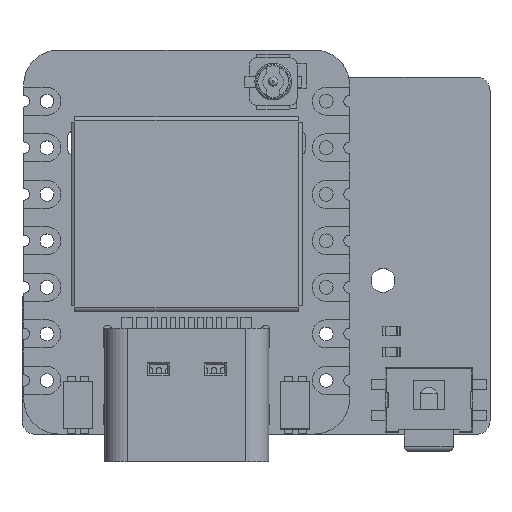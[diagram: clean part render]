
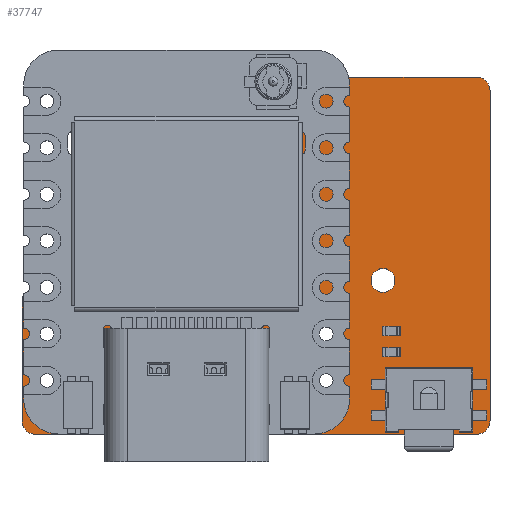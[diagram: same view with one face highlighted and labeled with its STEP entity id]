
A CAD part, top view. The second image highlights one B-rep face of the part: STEP entity #37747.
In plain terms, the highlighted planar face has unit normal (0, 0, 1).
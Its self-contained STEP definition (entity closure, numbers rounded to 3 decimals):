
#37480 = VERTEX_POINT('',#37481);
#37481 = CARTESIAN_POINT('',(15.82,9.,1.51));
#37487 = EDGE_CURVE('',#37480,#37488,#37490,.T.);
#37488 = VERTEX_POINT('',#37489);
#37489 = CARTESIAN_POINT('',(16.57,8.25,1.51));
#37490 = CIRCLE('',#37491,0.75);
#37491 = AXIS2_PLACEMENT_3D('',#37492,#37493,#37494);
#37492 = CARTESIAN_POINT('',(15.82,8.25,1.51));
#37493 = DIRECTION('',(0.,0.,-1.));
#37494 = DIRECTION('',(0.,1.,0.));
#37522 = VERTEX_POINT('',#37523);
#37523 = CARTESIAN_POINT('',(5.25,9.,1.51));
#37529 = EDGE_CURVE('',#37522,#37480,#37530,.T.);
#37530 = LINE('',#37531,#37532);
#37531 = CARTESIAN_POINT('',(5.25,9.,1.51));
#37532 = VECTOR('',#37533,1.);
#37533 = DIRECTION('',(1.,0.,0.));
#37551 = EDGE_CURVE('',#37488,#37552,#37554,.T.);
#37552 = VERTEX_POINT('',#37553);
#37553 = CARTESIAN_POINT('',(16.57,-9.75,1.51));
#37554 = LINE('',#37555,#37556);
#37555 = CARTESIAN_POINT('',(16.57,8.25,1.51));
#37556 = VECTOR('',#37557,1.);
#37557 = DIRECTION('',(0.,-1.,0.));
#37747 = ADVANCED_FACE('',(#37748,#37835,#37846,#37857,#37868,#37879,
    #37890,#37901),#37912,.T.);
#37748 = FACE_BOUND('',#37749,.T.);
#37749 = EDGE_LOOP('',(#37750,#37751,#37752,#37760,#37769,#37777,#37786,
    #37794,#37802,#37810,#37819,#37827,#37834));
#37750 = ORIENTED_EDGE('',*,*,#37487,.F.);
#37751 = ORIENTED_EDGE('',*,*,#37529,.F.);
#37752 = ORIENTED_EDGE('',*,*,#37753,.F.);
#37753 = EDGE_CURVE('',#37754,#37522,#37756,.T.);
#37754 = VERTEX_POINT('',#37755);
#37755 = CARTESIAN_POINT('',(5.25,0.04,1.51));
#37756 = LINE('',#37757,#37758);
#37757 = CARTESIAN_POINT('',(5.25,-3.,1.51));
#37758 = VECTOR('',#37759,1.);
#37759 = DIRECTION('',(0.,1.,0.));
#37760 = ORIENTED_EDGE('',*,*,#37761,.T.);
#37761 = EDGE_CURVE('',#37754,#37762,#37764,.T.);
#37762 = VERTEX_POINT('',#37763);
#37763 = CARTESIAN_POINT('',(5.25,-0.71,1.51));
#37764 = CIRCLE('',#37765,0.375);
#37765 = AXIS2_PLACEMENT_3D('',#37766,#37767,#37768);
#37766 = CARTESIAN_POINT('',(5.25,-0.335,1.51));
#37767 = DIRECTION('',(-0.,0.,-1.));
#37768 = DIRECTION('',(-0.,-1.,0.));
#37769 = ORIENTED_EDGE('',*,*,#37770,.F.);
#37770 = EDGE_CURVE('',#37771,#37762,#37773,.T.);
#37771 = VERTEX_POINT('',#37772);
#37772 = CARTESIAN_POINT('',(5.25,-1.865,1.51));
#37773 = LINE('',#37774,#37775);
#37774 = CARTESIAN_POINT('',(5.25,-3.,1.51));
#37775 = VECTOR('',#37776,1.);
#37776 = DIRECTION('',(0.,1.,0.));
#37777 = ORIENTED_EDGE('',*,*,#37778,.T.);
#37778 = EDGE_CURVE('',#37771,#37779,#37781,.T.);
#37779 = VERTEX_POINT('',#37780);
#37780 = CARTESIAN_POINT('',(5.25,-2.615,1.51));
#37781 = CIRCLE('',#37782,0.375);
#37782 = AXIS2_PLACEMENT_3D('',#37783,#37784,#37785);
#37783 = CARTESIAN_POINT('',(5.25,-2.24,1.51));
#37784 = DIRECTION('',(-0.,0.,-1.));
#37785 = DIRECTION('',(-0.,-1.,0.));
#37786 = ORIENTED_EDGE('',*,*,#37787,.F.);
#37787 = EDGE_CURVE('',#37788,#37779,#37790,.T.);
#37788 = VERTEX_POINT('',#37789);
#37789 = CARTESIAN_POINT('',(5.25,-3.,1.51));
#37790 = LINE('',#37791,#37792);
#37791 = CARTESIAN_POINT('',(5.25,-3.,1.51));
#37792 = VECTOR('',#37793,1.);
#37793 = DIRECTION('',(0.,1.,0.));
#37794 = ORIENTED_EDGE('',*,*,#37795,.F.);
#37795 = EDGE_CURVE('',#37796,#37788,#37798,.T.);
#37796 = VERTEX_POINT('',#37797);
#37797 = CARTESIAN_POINT('',(-8.97,-3.,1.51));
#37798 = LINE('',#37799,#37800);
#37799 = CARTESIAN_POINT('',(-8.97,-3.,1.51));
#37800 = VECTOR('',#37801,1.);
#37801 = DIRECTION('',(1.,0.,0.));
#37802 = ORIENTED_EDGE('',*,*,#37803,.F.);
#37803 = EDGE_CURVE('',#37804,#37796,#37806,.T.);
#37804 = VERTEX_POINT('',#37805);
#37805 = CARTESIAN_POINT('',(-8.97,-9.75,1.51));
#37806 = LINE('',#37807,#37808);
#37807 = CARTESIAN_POINT('',(-8.97,-9.75,1.51));
#37808 = VECTOR('',#37809,1.);
#37809 = DIRECTION('',(0.,1.,0.));
#37810 = ORIENTED_EDGE('',*,*,#37811,.F.);
#37811 = EDGE_CURVE('',#37812,#37804,#37814,.T.);
#37812 = VERTEX_POINT('',#37813);
#37813 = CARTESIAN_POINT('',(-8.22,-10.5,1.51));
#37814 = CIRCLE('',#37815,0.75);
#37815 = AXIS2_PLACEMENT_3D('',#37816,#37817,#37818);
#37816 = CARTESIAN_POINT('',(-8.22,-9.75,1.51));
#37817 = DIRECTION('',(0.,0.,-1.));
#37818 = DIRECTION('',(0.,-1.,-0.));
#37819 = ORIENTED_EDGE('',*,*,#37820,.F.);
#37820 = EDGE_CURVE('',#37821,#37812,#37823,.T.);
#37821 = VERTEX_POINT('',#37822);
#37822 = CARTESIAN_POINT('',(15.82,-10.5,1.51));
#37823 = LINE('',#37824,#37825);
#37824 = CARTESIAN_POINT('',(15.82,-10.5,1.51));
#37825 = VECTOR('',#37826,1.);
#37826 = DIRECTION('',(-1.,0.,0.));
#37827 = ORIENTED_EDGE('',*,*,#37828,.F.);
#37828 = EDGE_CURVE('',#37552,#37821,#37829,.T.);
#37829 = CIRCLE('',#37830,0.75);
#37830 = AXIS2_PLACEMENT_3D('',#37831,#37832,#37833);
#37831 = CARTESIAN_POINT('',(15.82,-9.75,1.51));
#37832 = DIRECTION('',(0.,0.,-1.));
#37833 = DIRECTION('',(1.,0.,0.));
#37834 = ORIENTED_EDGE('',*,*,#37551,.F.);
#37835 = FACE_BOUND('',#37836,.T.);
#37836 = EDGE_LOOP('',(#37837));
#37837 = ORIENTED_EDGE('',*,*,#37838,.T.);
#37838 = EDGE_CURVE('',#37839,#37839,#37841,.T.);
#37839 = VERTEX_POINT('',#37840);
#37840 = CARTESIAN_POINT('',(-7.62,-8.073,1.51));
#37841 = CIRCLE('',#37842,0.5);
#37842 = AXIS2_PLACEMENT_3D('',#37843,#37844,#37845);
#37843 = CARTESIAN_POINT('',(-7.62,-7.573,1.51));
#37844 = DIRECTION('',(-0.,0.,-1.));
#37845 = DIRECTION('',(0.,-1.,0.));
#37846 = FACE_BOUND('',#37847,.T.);
#37847 = EDGE_LOOP('',(#37848));
#37848 = ORIENTED_EDGE('',*,*,#37849,.T.);
#37849 = EDGE_CURVE('',#37850,#37850,#37852,.T.);
#37850 = VERTEX_POINT('',#37851);
#37851 = CARTESIAN_POINT('',(13.23,-10.375,1.51));
#37852 = CIRCLE('',#37853,0.375);
#37853 = AXIS2_PLACEMENT_3D('',#37854,#37855,#37856);
#37854 = CARTESIAN_POINT('',(13.23,-10.,1.51));
#37855 = DIRECTION('',(-0.,0.,-1.));
#37856 = DIRECTION('',(-0.,-1.,0.));
#37857 = FACE_BOUND('',#37858,.T.);
#37858 = EDGE_LOOP('',(#37859));
#37859 = ORIENTED_EDGE('',*,*,#37860,.T.);
#37860 = EDGE_CURVE('',#37861,#37861,#37863,.T.);
#37861 = VERTEX_POINT('',#37862);
#37862 = CARTESIAN_POINT('',(7.57,-8.073,1.51));
#37863 = CIRCLE('',#37864,0.5);
#37864 = AXIS2_PLACEMENT_3D('',#37865,#37866,#37867);
#37865 = CARTESIAN_POINT('',(7.57,-7.573,1.51));
#37866 = DIRECTION('',(-0.,0.,-1.));
#37867 = DIRECTION('',(-0.,-1.,0.));
#37868 = FACE_BOUND('',#37869,.T.);
#37869 = EDGE_LOOP('',(#37870));
#37870 = ORIENTED_EDGE('',*,*,#37871,.T.);
#37871 = EDGE_CURVE('',#37872,#37872,#37874,.T.);
#37872 = VERTEX_POINT('',#37873);
#37873 = CARTESIAN_POINT('',(13.23,-7.625,1.51));
#37874 = CIRCLE('',#37875,0.375);
#37875 = AXIS2_PLACEMENT_3D('',#37876,#37877,#37878);
#37876 = CARTESIAN_POINT('',(13.23,-7.25,1.51));
#37877 = DIRECTION('',(-0.,0.,-1.));
#37878 = DIRECTION('',(-0.,-1.,0.));
#37879 = FACE_BOUND('',#37880,.T.);
#37880 = EDGE_LOOP('',(#37881));
#37881 = ORIENTED_EDGE('',*,*,#37882,.T.);
#37882 = EDGE_CURVE('',#37883,#37883,#37885,.T.);
#37883 = VERTEX_POINT('',#37884);
#37884 = CARTESIAN_POINT('',(-7.62,-5.533,1.51));
#37885 = CIRCLE('',#37886,0.5);
#37886 = AXIS2_PLACEMENT_3D('',#37887,#37888,#37889);
#37887 = CARTESIAN_POINT('',(-7.62,-5.033,1.51));
#37888 = DIRECTION('',(-0.,0.,-1.));
#37889 = DIRECTION('',(0.,-1.,0.));
#37890 = FACE_BOUND('',#37891,.T.);
#37891 = EDGE_LOOP('',(#37892));
#37892 = ORIENTED_EDGE('',*,*,#37893,.T.);
#37893 = EDGE_CURVE('',#37894,#37894,#37896,.T.);
#37894 = VERTEX_POINT('',#37895);
#37895 = CARTESIAN_POINT('',(7.57,-5.533,1.51));
#37896 = CIRCLE('',#37897,0.5);
#37897 = AXIS2_PLACEMENT_3D('',#37898,#37899,#37900);
#37898 = CARTESIAN_POINT('',(7.57,-5.033,1.51));
#37899 = DIRECTION('',(-0.,0.,-1.));
#37900 = DIRECTION('',(-0.,-1.,0.));
#37901 = FACE_BOUND('',#37902,.T.);
#37902 = EDGE_LOOP('',(#37903));
#37903 = ORIENTED_EDGE('',*,*,#37904,.T.);
#37904 = EDGE_CURVE('',#37905,#37905,#37907,.T.);
#37905 = VERTEX_POINT('',#37906);
#37906 = CARTESIAN_POINT('',(10.73,-2.75,1.51));
#37907 = CIRCLE('',#37908,0.65);
#37908 = AXIS2_PLACEMENT_3D('',#37909,#37910,#37911);
#37909 = CARTESIAN_POINT('',(10.73,-2.1,1.51));
#37910 = DIRECTION('',(-0.,0.,-1.));
#37911 = DIRECTION('',(-0.,-1.,0.));
#37912 = PLANE('',#37913);
#37913 = AXIS2_PLACEMENT_3D('',#37914,#37915,#37916);
#37914 = CARTESIAN_POINT('',(0.,0.,1.51));
#37915 = DIRECTION('',(0.,0.,1.));
#37916 = DIRECTION('',(1.,0.,-0.));
